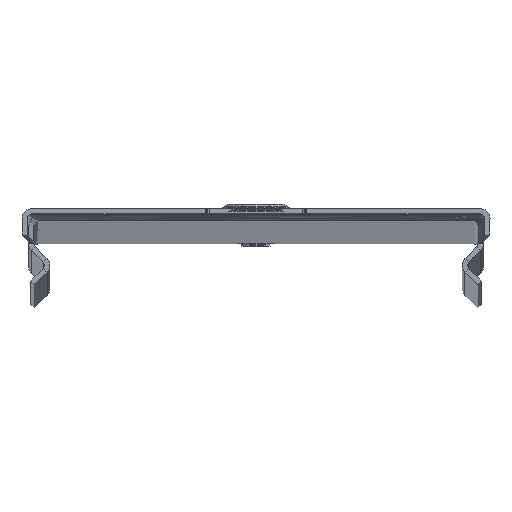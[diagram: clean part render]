
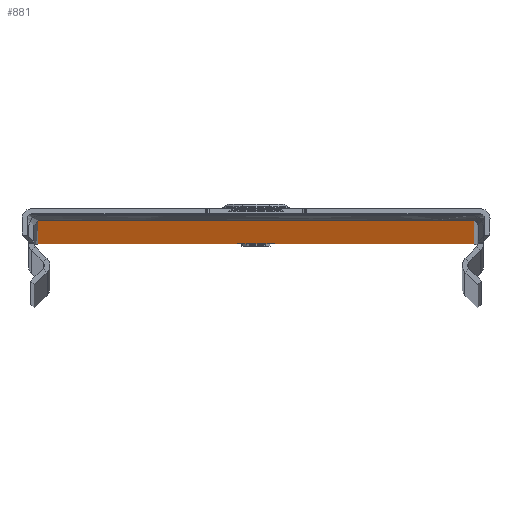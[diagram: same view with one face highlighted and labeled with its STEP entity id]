
A CAD part, top view. The second image highlights one B-rep face of the part: STEP entity #881.
In plain terms, the highlighted planar face has unit normal (0, -1, 0).
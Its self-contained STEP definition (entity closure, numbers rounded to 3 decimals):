
#24 = DIRECTION ( 'NONE',  ( 1., 0., 0. ) ) ;
#31 = DIRECTION ( 'NONE',  ( 1., 0., 0. ) ) ;
#172 = CARTESIAN_POINT ( 'NONE',  ( -50., 0., -2969. ) ) ;
#185 = VECTOR ( 'NONE', #2049, 1000. ) ;
#297 = CARTESIAN_POINT ( 'NONE',  ( -10.5, 0., -2968.5 ) ) ;
#338 = CARTESIAN_POINT ( 'NONE',  ( 49., 0., 0. ) ) ;
#410 = CIRCLE ( 'NONE', #500, 7.3 ) ;
#424 = FACE_OUTER_BOUND ( 'NONE', #3555, .T. ) ;
#435 = DIRECTION ( 'NONE',  ( 0., 0., 1. ) ) ;
#439 = ORIENTED_EDGE ( 'NONE', *, *, #4191, .T. ) ;
#500 = AXIS2_PLACEMENT_3D ( 'NONE', #2421, #2430, #2445 ) ;
#524 = DIRECTION ( 'NONE',  ( 1., 0., 0. ) ) ;
#527 = VERTEX_POINT ( 'NONE', #5251 ) ;
#582 = EDGE_CURVE ( 'NONE', #7493, #7509, #7556, .T. ) ;
#639 = CIRCLE ( 'NONE', #1227, 0.5 ) ;
#881 = ADVANCED_FACE ( 'NONE', ( #4049, #424 ), #2109, .T. ) ;
#907 = VERTEX_POINT ( 'NONE', #1390 ) ;
#924 = EDGE_CURVE ( 'NONE', #4738, #6266, #3706, .T. ) ;
#1089 = EDGE_CURVE ( 'NONE', #2940, #527, #410, .T. ) ;
#1103 = ORIENTED_EDGE ( 'NONE', *, *, #6207, .T. ) ;
#1174 = AXIS2_PLACEMENT_3D ( 'NONE', #2564, #1579, #1521 ) ;
#1204 = ORIENTED_EDGE ( 'NONE', *, *, #3925, .T. ) ;
#1224 = CARTESIAN_POINT ( 'NONE',  ( -11.414, 0., -2968.5 ) ) ;
#1227 = AXIS2_PLACEMENT_3D ( 'NONE', #7546, #4034, #524 ) ;
#1275 = VECTOR ( 'NONE', #2048, 1000. ) ;
#1314 = VECTOR ( 'NONE', #3937, 1000. ) ;
#1390 = CARTESIAN_POINT ( 'NONE',  ( 49., 0., -2969. ) ) ;
#1521 = DIRECTION ( 'NONE',  ( 1., 0., 0. ) ) ;
#1532 = CARTESIAN_POINT ( 'NONE',  ( 10.854, 0., -2968.646 ) ) ;
#1579 = DIRECTION ( 'NONE',  ( 0., -1., 0. ) ) ;
#1830 = DIRECTION ( 'NONE',  ( 1., 0., 0. ) ) ;
#2048 = DIRECTION ( 'NONE',  ( 0.707, 0., 0.707 ) ) ;
#2049 = DIRECTION ( 'NONE',  ( 0., 0., 1. ) ) ;
#2109 = PLANE ( 'NONE',  #1174 ) ;
#2143 = LINE ( 'NONE', #4352, #1275 ) ;
#2421 = CARTESIAN_POINT ( 'NONE',  ( 0., 0., -2955. ) ) ;
#2430 = DIRECTION ( 'NONE',  ( 0., 1., 0. ) ) ;
#2445 = DIRECTION ( 'NONE',  ( -1., 0., 0. ) ) ;
#2449 = CIRCLE ( 'NONE', #6684, 0.5 ) ;
#2516 = DIRECTION ( 'NONE',  ( 0.707, 0., -0.707 ) ) ;
#2564 = CARTESIAN_POINT ( 'NONE',  ( 50., 0., -2969. ) ) ;
#2581 = CARTESIAN_POINT ( 'NONE',  ( -11.061, 0., -2968.854 ) ) ;
#2748 = VERTEX_POINT ( 'NONE', #6822 ) ;
#2779 = VECTOR ( 'NONE', #31, 1000. ) ;
#2909 = ORIENTED_EDGE ( 'NONE', *, *, #7112, .T. ) ;
#2940 = VERTEX_POINT ( 'NONE', #5060 ) ;
#3299 = CARTESIAN_POINT ( 'NONE',  ( -10.5, 0., -2969. ) ) ;
#3466 = DIRECTION ( 'NONE',  ( 0., 1., 0. ) ) ;
#3555 = EDGE_LOOP ( 'NONE', ( #4185, #1204, #4170, #1103, #4768, #6714, #5810, #2909, #439, #5475, #5319, #5131 ) ) ;
#3572 = EDGE_CURVE ( 'NONE', #6295, #6873, #5890, .T. ) ;
#3639 = EDGE_LOOP ( 'NONE', ( #5314, #4224 ) ) ;
#3706 = LINE ( 'NONE', #172, #5416 ) ;
#3747 = CARTESIAN_POINT ( 'NONE',  ( -49., 0., -2969. ) ) ;
#3907 = DIRECTION ( 'NONE',  ( 0., 0., 1. ) ) ;
#3925 = EDGE_CURVE ( 'NONE', #6873, #6475, #639, .T. ) ;
#3937 = DIRECTION ( 'NONE',  ( 0., 0., 1. ) ) ;
#3938 = DIRECTION ( 'NONE',  ( 0., 1., 0. ) ) ;
#4034 = DIRECTION ( 'NONE',  ( 0., -1., 0. ) ) ;
#4049 = FACE_BOUND ( 'NONE', #3639, .T. ) ;
#4170 = ORIENTED_EDGE ( 'NONE', *, *, #4461, .T. ) ;
#4185 = ORIENTED_EDGE ( 'NONE', *, *, #3572, .T. ) ;
#4191 = EDGE_CURVE ( 'NONE', #5516, #2748, #2143, .T. ) ;
#4220 = CARTESIAN_POINT ( 'NONE',  ( 10.5, 0., -2968.5 ) ) ;
#4221 = VECTOR ( 'NONE', #2516, 1000. ) ;
#4224 = ORIENTED_EDGE ( 'NONE', *, *, #1089, .T. ) ;
#4275 = CARTESIAN_POINT ( 'NONE',  ( 11.207, 0., -2969. ) ) ;
#4352 = CARTESIAN_POINT ( 'NONE',  ( -11.207, 0., -2969. ) ) ;
#4417 = CARTESIAN_POINT ( 'NONE',  ( -49., 0., 0. ) ) ;
#4420 = DIRECTION ( 'NONE',  ( 1., 0., 0. ) ) ;
#4461 = EDGE_CURVE ( 'NONE', #6475, #907, #5525, .T. ) ;
#4584 = VERTEX_POINT ( 'NONE', #4220 ) ;
#4605 = AXIS2_PLACEMENT_3D ( 'NONE', #3299, #7426, #3907 ) ;
#4738 = VERTEX_POINT ( 'NONE', #3747 ) ;
#4739 = VECTOR ( 'NONE', #4420, 1000. ) ;
#4768 = ORIENTED_EDGE ( 'NONE', *, *, #582, .F. ) ;
#4836 = EDGE_CURVE ( 'NONE', #6230, #4584, #5690, .T. ) ;
#5006 = EDGE_CURVE ( 'NONE', #4738, #7493, #7150, .T. ) ;
#5060 = CARTESIAN_POINT ( 'NONE',  ( 7.3, 0., -2955. ) ) ;
#5131 = ORIENTED_EDGE ( 'NONE', *, *, #6806, .T. ) ;
#5187 = EDGE_CURVE ( 'NONE', #527, #2940, #6258, .T. ) ;
#5189 = CARTESIAN_POINT ( 'NONE',  ( 11.061, 0., -2968.854 ) ) ;
#5251 = CARTESIAN_POINT ( 'NONE',  ( -7.3, 0., -2955. ) ) ;
#5289 = CIRCLE ( 'NONE', #4605, 0.5 ) ;
#5314 = ORIENTED_EDGE ( 'NONE', *, *, #5187, .T. ) ;
#5318 = CARTESIAN_POINT ( 'NONE',  ( -50., 0., -2969. ) ) ;
#5319 = ORIENTED_EDGE ( 'NONE', *, *, #4836, .T. ) ;
#5337 = DIRECTION ( 'NONE',  ( 0., -1., 0. ) ) ;
#5354 = AXIS2_PLACEMENT_3D ( 'NONE', #7452, #3938, #435 ) ;
#5416 = VECTOR ( 'NONE', #24, 1000. ) ;
#5475 = ORIENTED_EDGE ( 'NONE', *, *, #6775, .T. ) ;
#5516 = VERTEX_POINT ( 'NONE', #2581 ) ;
#5525 = LINE ( 'NONE', #5318, #2779 ) ;
#5547 = CARTESIAN_POINT ( 'NONE',  ( 49., 0., -2969. ) ) ;
#5664 = VECTOR ( 'NONE', #6753, 1000. ) ;
#5690 = LINE ( 'NONE', #6194, #4739 ) ;
#5810 = ORIENTED_EDGE ( 'NONE', *, *, #924, .T. ) ;
#5841 = CIRCLE ( 'NONE', #5354, 0.5 ) ;
#5890 = LINE ( 'NONE', #4275, #4221 ) ;
#6194 = CARTESIAN_POINT ( 'NONE',  ( -50., 0., -2968.5 ) ) ;
#6207 = EDGE_CURVE ( 'NONE', #907, #7509, #6572, .T. ) ;
#6230 = VERTEX_POINT ( 'NONE', #297 ) ;
#6258 = CIRCLE ( 'NONE', #6647, 7.3 ) ;
#6266 = VERTEX_POINT ( 'NONE', #7352 ) ;
#6295 = VERTEX_POINT ( 'NONE', #1532 ) ;
#6475 = VERTEX_POINT ( 'NONE', #6486 ) ;
#6486 = CARTESIAN_POINT ( 'NONE',  ( 11.414, 0., -2969. ) ) ;
#6572 = LINE ( 'NONE', #5547, #185 ) ;
#6647 = AXIS2_PLACEMENT_3D ( 'NONE', #7021, #3466, #7589 ) ;
#6684 = AXIS2_PLACEMENT_3D ( 'NONE', #1224, #5337, #1830 ) ;
#6714 = ORIENTED_EDGE ( 'NONE', *, *, #5006, .F. ) ;
#6753 = DIRECTION ( 'NONE',  ( 1., 0., 0. ) ) ;
#6775 = EDGE_CURVE ( 'NONE', #2748, #6230, #5289, .T. ) ;
#6806 = EDGE_CURVE ( 'NONE', #4584, #6295, #5841, .T. ) ;
#6822 = CARTESIAN_POINT ( 'NONE',  ( -10.854, 0., -2968.646 ) ) ;
#6873 = VERTEX_POINT ( 'NONE', #5189 ) ;
#6889 = CARTESIAN_POINT ( 'NONE',  ( -49., 0., -2969. ) ) ;
#6953 = CARTESIAN_POINT ( 'NONE',  ( 50., 0., 0. ) ) ;
#7021 = CARTESIAN_POINT ( 'NONE',  ( 0., 0., -2955. ) ) ;
#7112 = EDGE_CURVE ( 'NONE', #6266, #5516, #2449, .T. ) ;
#7150 = LINE ( 'NONE', #6889, #1314 ) ;
#7352 = CARTESIAN_POINT ( 'NONE',  ( -11.414, 0., -2969. ) ) ;
#7426 = DIRECTION ( 'NONE',  ( 0., 1., 0. ) ) ;
#7452 = CARTESIAN_POINT ( 'NONE',  ( 10.5, 0., -2969. ) ) ;
#7493 = VERTEX_POINT ( 'NONE', #4417 ) ;
#7509 = VERTEX_POINT ( 'NONE', #338 ) ;
#7546 = CARTESIAN_POINT ( 'NONE',  ( 11.414, 0., -2968.5 ) ) ;
#7556 = LINE ( 'NONE', #6953, #5664 ) ;
#7589 = DIRECTION ( 'NONE',  ( -1., 0., 0. ) ) ;
